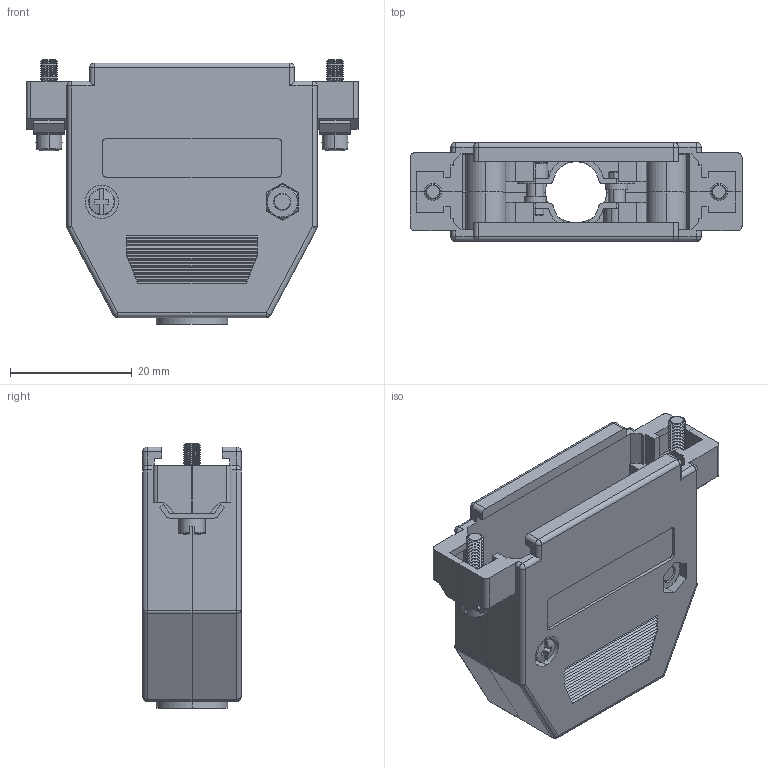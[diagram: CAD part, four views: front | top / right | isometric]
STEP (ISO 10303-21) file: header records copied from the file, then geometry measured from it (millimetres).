
FILE_DESCRIPTION (( 'STEP AP214' ), '1' );
FILE_NAME ('SDC25B.STEP', '2015-09-10T17:41:53', ( 'L-Com' ), ( 'L-Com Global Connectivity' ), 'SwSTEP 2.0', 'SolidWorks 2014', '' );
FILE_SCHEMA (( 'AUTOMOTIVE_DESIGN' ));
Length unit declared in the file: inch
Products named in the file (8): SDC25B-MA7; SDC25B-MA6_Defailt; SDC25B-MA5_Defailt; SDC25B-MA4_DEFAULT; SDC25B-MA3; SDC25B-MA2_Defailt; SDC25B-MA1; SDC25B
Assembly tree (14 placements, depth 2):
  SDC25B
    SDC25B-MA1  x2
    SDC25B-MA2_Defailt  x2
    SDC25B-MA3  x2
    SDC25B-MA4_DEFAULT  x2
    SDC25B-MA5_Defailt  x2
    SDC25B-MA6_Defailt  x2
    SDC25B-MA7  x2
Bounding box: 54.61 x 16.21 x 43.51 mm (x, y, z)
Volume: 10101 mm3; surface area: 14440 mm2
Topology: 14 solids, 14 shells, 884 faces, 2226 edges, 1378 vertices
Faces by surface type: plane 410, cylinder 236, cone 192, sphere 28, torus 18
Entity records: 15193 total; most frequent: CARTESIAN_POINT 2575, DIRECTION 2397, ORIENTED_EDGE 2210, EDGE_CURVE 1105, AXIS2_PLACEMENT_3D 871, VERTEX_POINT 689, LINE 655, VECTOR 655
